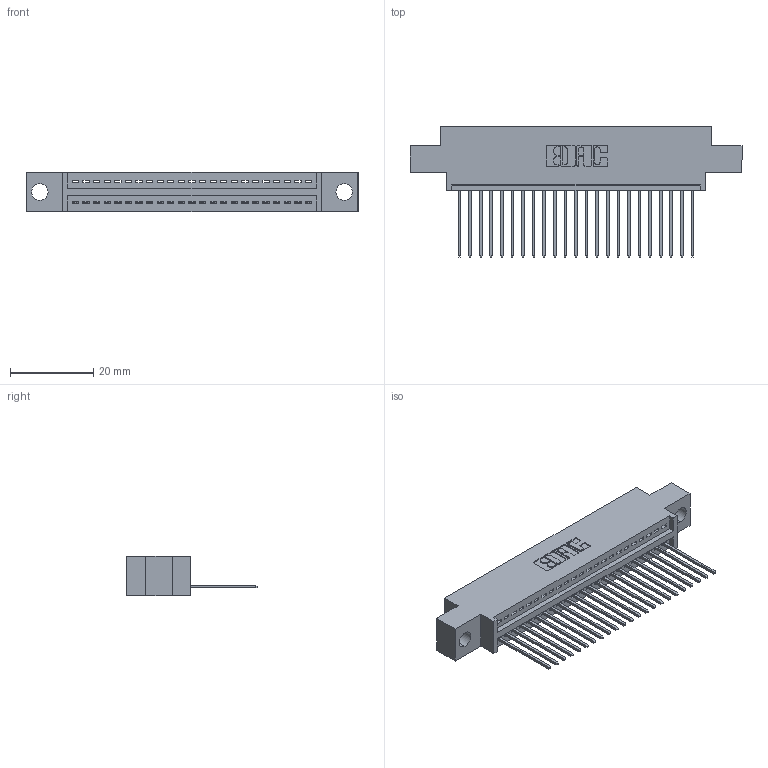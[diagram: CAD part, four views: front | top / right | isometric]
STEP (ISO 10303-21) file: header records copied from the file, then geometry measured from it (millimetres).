
FILE_DESCRIPTION (( 'STEP AP203' ), '1' );
FILE_NAME ('345-023-542-604.STEP', '2021-05-26T14:26:48', ( '' ), ( '' ), 'SwSTEP 2.0', 'SolidWorks 2020', '' );
FILE_SCHEMA (( 'CONFIG_CONTROL_DESIGN' ));
Length unit declared in the file: inch
Products named in the file (3): 345-292-001_345-293-142; 345 Part_0.170 Offset - 0.156 Dia-TI; 345-023-542-604
Assembly tree (24 placements, depth 2):
  345-023-542-604
    345 Part_0.170 Offset - 0.156 Dia-TI
    345-292-001_345-293-142  x23
Bounding box: 79.63 x 31.29 x 9.4 mm (x, y, z)
Volume: 7239.4 mm3; surface area: 9655 mm2
Topology: 24 solids, 24 shells, 1478 faces, 4437 edges, 2926 vertices
Faces by surface type: plane 1018, cylinder 460
Entity records: 20437 total; most frequent: CARTESIAN_POINT 3551, ORIENTED_EDGE 3506, DIRECTION 3127, EDGE_CURVE 1753, LINE 1529, VECTOR 1529, VERTEX_POINT 1166, AXIS2_PLACEMENT_3D 799
